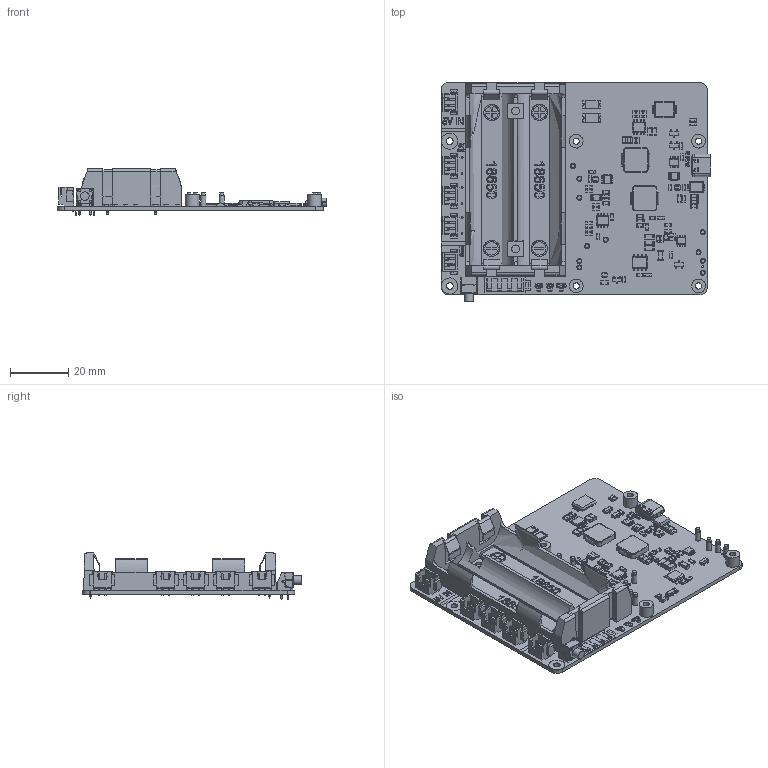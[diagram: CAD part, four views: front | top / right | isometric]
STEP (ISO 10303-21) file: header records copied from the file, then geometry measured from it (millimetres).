
FILE_DESCRIPTION(('FreeCAD Model'),'2;1');
FILE_NAME('Open CASCADE Shape Model','2025-04-30T04:13:06',('FreeCAD'),( 'FreeCAD'),'Open CASCADE STEP processor 7.6','FreeCAD','Unknown');
FILE_SCHEMA(('AUTOMOTIVE_DESIGN { 1 0 10303 214 1 1 1 1 }'));
Products named in the file (1): Open CASCADE STEP translator 7.6 1
Bounding box: 92.44 x 75.04 x 15.78 mm (x, y, z)
Volume: 17054.7 mm3; surface area: 27559.1 mm2
Topology: 280 solids, 285 shells, 8000 faces, 19929 edges, 12200 vertices
Faces by surface type: bspline 8000
Entity records: 240608 total; most frequent: CARTESIAN_POINT 123483, ORIENTED_EDGE 38878, EDGE_CURVE 19458, B_SPLINE_CURVE_WITH_KNOTS 15843, VERTEX_POINT 12200, FACE_BOUND 8313, EDGE_LOOP 8313, ADVANCED_FACE 8000
